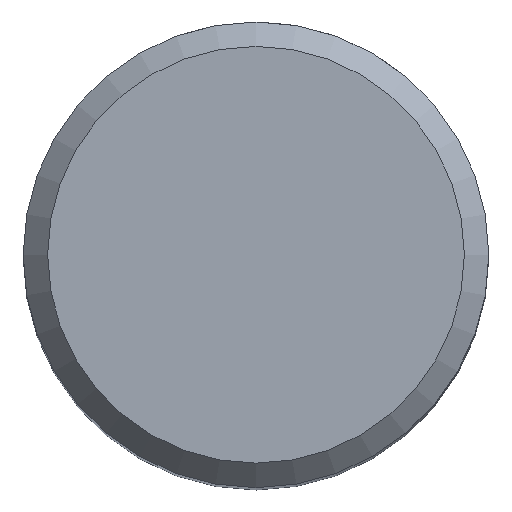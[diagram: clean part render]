
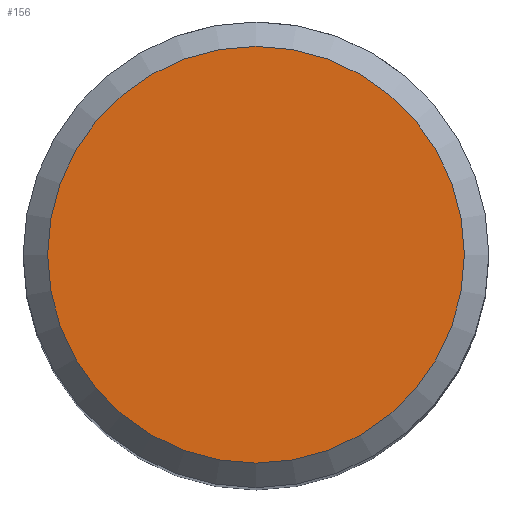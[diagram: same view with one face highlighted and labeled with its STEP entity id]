
A CAD part, top view. The second image highlights one B-rep face of the part: STEP entity #156.
In plain terms, the highlighted planar face has unit normal (0, 0, 1).
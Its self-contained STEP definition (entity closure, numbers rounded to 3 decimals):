
#120=FACE_OUTER_BOUND('',#240,.T.);
#127=PLANE('',#479);
#156=ADVANCED_FACE('CU_SU3',(#120),#127,.T.);
#240=EDGE_LOOP('',(#284));
#284=ORIENTED_EDGE('',*,*,#344,.F.);
#319=VERTEX_POINT('',#674);
#344=EDGE_CURVE('',#319,#319,#370,.T.);
#370=CIRCLE('',#478,8.522);
#478=AXIS2_PLACEMENT_3D('',#673,#576,#577);
#479=AXIS2_PLACEMENT_3D('',#675,#578,#579);
#576=DIRECTION('',(0.,0.,-1.));
#577=DIRECTION('',(-1.,0.,0.));
#578=DIRECTION('',(0.,0.,1.));
#579=DIRECTION('',(1.,0.,0.));
#673=CARTESIAN_POINT('',(0.,0.,0.));
#674=CARTESIAN_POINT('',(-8.522,0.,0.));
#675=CARTESIAN_POINT('',(0.,8.522,0.));
